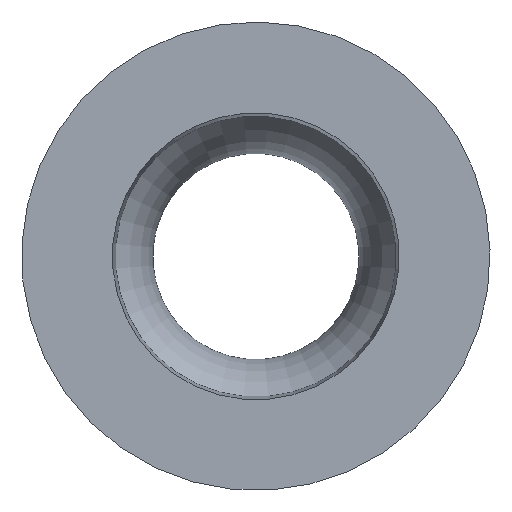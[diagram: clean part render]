
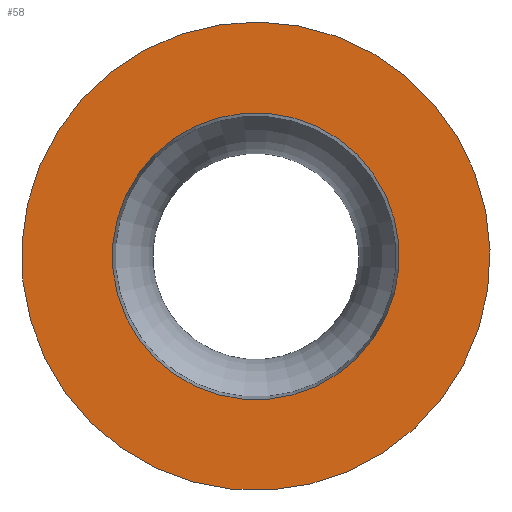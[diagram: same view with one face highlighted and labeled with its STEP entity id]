
A CAD part, top view. The second image highlights one B-rep face of the part: STEP entity #58.
In plain terms, the highlighted planar face has unit normal (0, 0, 1).
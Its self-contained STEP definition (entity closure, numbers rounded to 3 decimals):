
#58=ADVANCED_FACE('',(#91,#92),#76,.F.);
#76=PLANE('',#364);
#91=FACE_BOUND('',#103,.T.);
#92=FACE_BOUND('',#104,.T.);
#103=EDGE_LOOP('',(#149));
#104=EDGE_LOOP('',(#150));
#132=CIRCLE('',#362,5.);
#133=CIRCLE('',#363,3.063);
#149=ORIENTED_EDGE('',*,*,#260,.F.);
#150=ORIENTED_EDGE('',*,*,#261,.F.);
#231=VERTEX_POINT('',#545);
#232=VERTEX_POINT('',#547);
#260=EDGE_CURVE('',#231,#231,#132,.T.);
#261=EDGE_CURVE('',#232,#232,#133,.T.);
#362=AXIS2_PLACEMENT_3D('',#544,#417,#418);
#363=AXIS2_PLACEMENT_3D('',#546,#419,#420);
#364=AXIS2_PLACEMENT_3D('',#548,#421,#422);
#417=DIRECTION('',(0.,0.,-1.));
#418=DIRECTION('',(0.5,0.866,0.));
#419=DIRECTION('',(0.,0.,1.));
#420=DIRECTION('',(-0.259,0.966,0.));
#421=DIRECTION('',(0.,0.,-1.));
#422=DIRECTION('',(0.5,0.866,0.));
#544=CARTESIAN_POINT('',(0.,0.,0.));
#545=CARTESIAN_POINT('',(2.5,4.33,0.));
#546=CARTESIAN_POINT('',(0.,0.,0.));
#547=CARTESIAN_POINT('',(-0.793,2.959,0.));
#548=CARTESIAN_POINT('',(0.,0.,0.));
